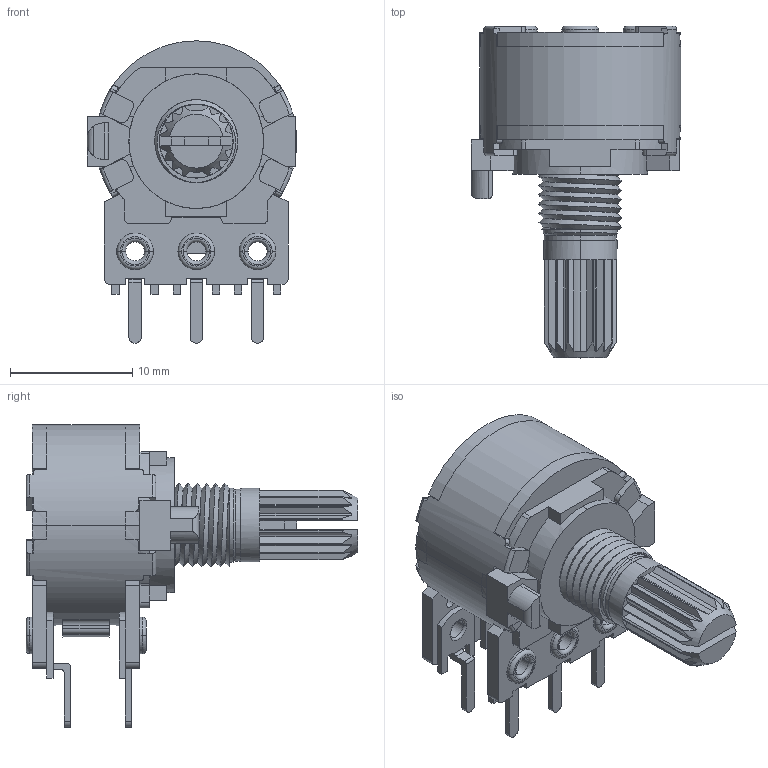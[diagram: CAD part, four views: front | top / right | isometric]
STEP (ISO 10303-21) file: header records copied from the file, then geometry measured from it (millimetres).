
FILE_DESCRIPTION (( 'STEP AP214' ), '1' );
FILE_NAME ('RK16312-L15-Knurled.STEP', '2012-02-21T02:49:20', ( '' ), ( '' ), 'SwSTEP 2.0', 'SolidWorks 2010', '' );
FILE_SCHEMA (( 'AUTOMOTIVE_DESIGN' ));
Length unit declared in the file: millimetre
Products named in the file (1): RK16312-L15-Knurled
Bounding box: 17.1 x 27.1 x 24.7 mm (x, y, z)
Volume: 2884.4 mm3; surface area: 2166.4 mm2
Topology: 1 solids, 1 shells, 627 faces, 1798 edges, 1163 vertices
Faces by surface type: plane 377, cylinder 195, torus 44, cone 9, bspline 2
Entity records: 28416 total; most frequent: CARTESIAN_POINT 4838, ORIENTED_EDGE 3596, DIRECTION 3485, EDGE_CURVE 1798, AXIS2_PLACEMENT_3D 1198, VERTEX_POINT 1163, LINE 1089, VECTOR 1089
